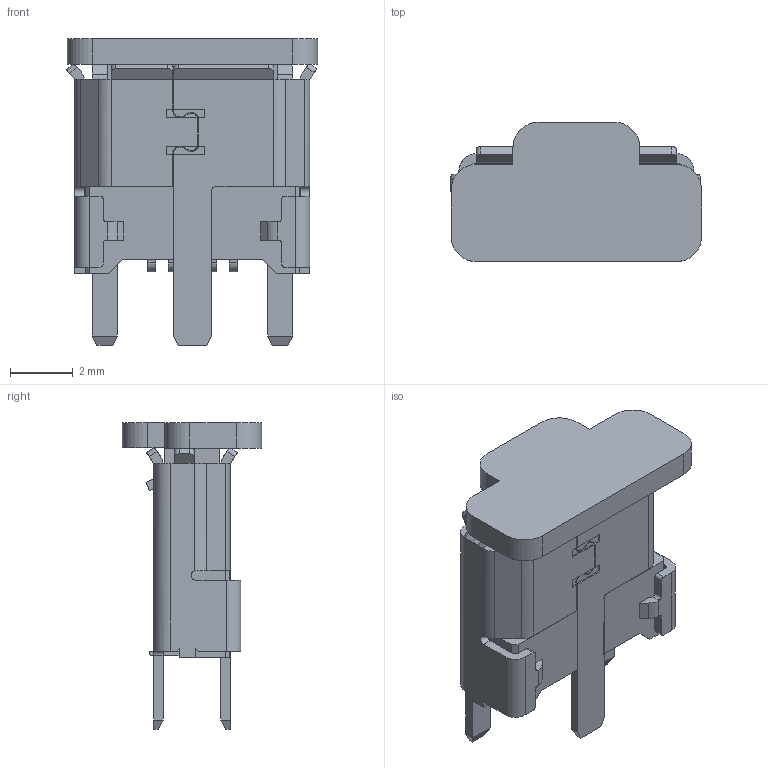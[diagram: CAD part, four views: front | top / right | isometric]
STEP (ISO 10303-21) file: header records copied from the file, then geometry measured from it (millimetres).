
FILE_DESCRIPTION( ( '' ), ' ' );
FILE_NAME( '5b957881459da30fd5535486.step', '2018-09-09T19:46:09', ( '' ), ( '' ), ' ', ' ', ' ' );
FILE_SCHEMA( ( 'AUTOMOTIVE_DESIGN { 1 0 10303 214 1 1 1 1 }' ) );
Length unit declared in the file: metre
Products named in the file (45): Open CASCADE STEP translator 6.8 2; Open CASCADE STEP translator 6.8 1
Bounding box: 8.03 x 4.45 x 9.8 mm (x, y, z)
Volume: 125.6 mm3; surface area: 413.1 mm2
Topology: 1 solids, 1 shells, 365 faces, 1127 edges, 790 vertices
Faces by surface type: plane 254, cylinder 109, cone 2
Entity records: 21713 total; most frequent: CARTESIAN_POINT 2444, DIRECTION 2175, ORIENTED_EDGE 2166, STYLED_ITEM 1492, PRESENTATION_STYLE_ASSIGNMENT 1492, COLOUR_RGB 1492, CURVE_STYLE 1127, DRAUGHTING_PRE_DEFINED_CURVE_FONT 1127
